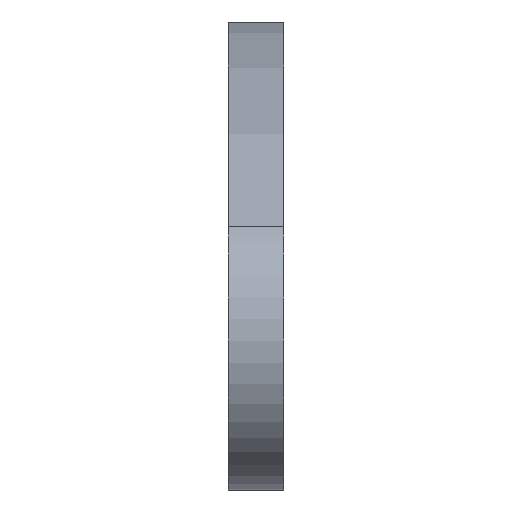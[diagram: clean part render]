
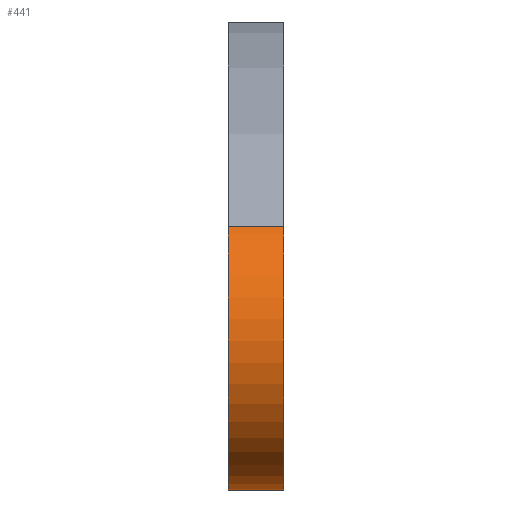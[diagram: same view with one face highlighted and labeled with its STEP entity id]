
A CAD part, left-side view. The second image highlights one B-rep face of the part: STEP entity #441.
In plain terms, the highlighted free-form (B-spline) face has degree [2, 1] with [5, 2] control points.
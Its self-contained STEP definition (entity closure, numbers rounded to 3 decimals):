
#213 = EDGE_CURVE('',#214,#216,#218,.T.);
#214 = VERTEX_POINT('',#215);
#215 = CARTESIAN_POINT('',(-150.057,-10.588,
    -22.275));
#216 = VERTEX_POINT('',#217);
#217 = CARTESIAN_POINT('',(-150.057,0.,-22.275));
#218 = B_SPLINE_CURVE_WITH_KNOTS('',1,(#219,#220),.UNSPECIFIED.,.F.,.F.,
  (2,2),(0.,9.53),.PIECEWISE_BEZIER_KNOTS.);
#219 = CARTESIAN_POINT('',(-150.057,-10.588,
    -22.275));
#220 = CARTESIAN_POINT('',(-150.057,0.,-22.275));
#414 = VERTEX_POINT('',#415);
#415 = CARTESIAN_POINT('',(-183.24,0.,22.275));
#421 = EDGE_CURVE('',#422,#414,#424,.T.);
#422 = VERTEX_POINT('',#423);
#423 = CARTESIAN_POINT('',(-183.24,-10.588,
    22.275));
#424 = B_SPLINE_CURVE_WITH_KNOTS('',1,(#425,#426),.UNSPECIFIED.,.F.,.F.,
  (2,2),(0.,9.53),.PIECEWISE_BEZIER_KNOTS.);
#425 = CARTESIAN_POINT('',(-183.24,-10.588,
    22.275));
#426 = CARTESIAN_POINT('',(-183.24,0.,22.275));
#441 = ADVANCED_FACE('',(#442),#462,.T.);
#442 = FACE_BOUND('',#443,.T.);
#443 = EDGE_LOOP('',(#444,#452,#453,#461));
#444 = ORIENTED_EDGE('',*,*,#445,.F.);
#445 = EDGE_CURVE('',#216,#414,#446,.T.);
#446 = ( BOUNDED_CURVE() B_SPLINE_CURVE(2,(#447,#448,#449,#450,#451),
.UNSPECIFIED.,.F.,.F.) B_SPLINE_CURVE_WITH_KNOTS((3,2,3),(2.501
,4.072,5.643),.PIECEWISE_BEZIER_KNOTS.) CURVE() 
GEOMETRIC_REPRESENTATION_ITEM() RATIONAL_B_SPLINE_CURVE((1.,
0.707,1.,0.707,1.)) REPRESENTATION_ITEM('') );
#447 = CARTESIAN_POINT('',(-150.057,0.,-22.275));
#448 = CARTESIAN_POINT('',(-172.332,0.,-38.866));
#449 = CARTESIAN_POINT('',(-188.923,0.,-16.591));
#450 = CARTESIAN_POINT('',(-205.514,0.,5.684));
#451 = CARTESIAN_POINT('',(-183.24,0.,22.275));
#452 = ORIENTED_EDGE('',*,*,#213,.F.);
#453 = ORIENTED_EDGE('',*,*,#454,.T.);
#454 = EDGE_CURVE('',#214,#422,#455,.T.);
#455 = ( BOUNDED_CURVE() B_SPLINE_CURVE(2,(#456,#457,#458,#459,#460),
.UNSPECIFIED.,.F.,.F.) B_SPLINE_CURVE_WITH_KNOTS((3,2,3),(2.501
,4.072,5.643),.PIECEWISE_BEZIER_KNOTS.) CURVE() 
GEOMETRIC_REPRESENTATION_ITEM() RATIONAL_B_SPLINE_CURVE((1.,
0.707,1.,0.707,1.)) REPRESENTATION_ITEM('') );
#456 = CARTESIAN_POINT('',(-150.057,-10.588,
    -22.275));
#457 = CARTESIAN_POINT('',(-172.332,-10.588,
    -38.866));
#458 = CARTESIAN_POINT('',(-188.923,-10.588,
    -16.591));
#459 = CARTESIAN_POINT('',(-205.514,-10.588,5.684
    ));
#460 = CARTESIAN_POINT('',(-183.24,-10.588,
    22.275));
#461 = ORIENTED_EDGE('',*,*,#421,.T.);
#462 = ( BOUNDED_SURFACE() B_SPLINE_SURFACE(2,1,(
    (#463,#464)
    ,(#465,#466)
    ,(#467,#468)
    ,(#469,#470)
,(#471,#472
    )),.UNSPECIFIED.,.F.,.F.,.F.) B_SPLINE_SURFACE_WITH_KNOTS((3,2,3),(2
    ,2),(2.501,4.072,5.643),(0.,9.53),
.PIECEWISE_BEZIER_KNOTS.) GEOMETRIC_REPRESENTATION_ITEM() 
RATIONAL_B_SPLINE_SURFACE((
    (1.,1.)
    ,(0.707,0.707)
    ,(1.,1.)
    ,(0.707,0.707)
,(1.,1.))) REPRESENTATION_ITEM('') SURFACE() );
#463 = CARTESIAN_POINT('',(-150.057,-10.588,
    -22.275));
#464 = CARTESIAN_POINT('',(-150.057,0.,-22.275));
#465 = CARTESIAN_POINT('',(-172.332,-10.588,
    -38.866));
#466 = CARTESIAN_POINT('',(-172.332,0.,-38.866));
#467 = CARTESIAN_POINT('',(-188.923,-10.588,
    -16.591));
#468 = CARTESIAN_POINT('',(-188.923,0.,-16.591));
#469 = CARTESIAN_POINT('',(-205.514,-10.588,5.684
    ));
#470 = CARTESIAN_POINT('',(-205.514,0.,5.684));
#471 = CARTESIAN_POINT('',(-183.24,-10.588,
    22.275));
#472 = CARTESIAN_POINT('',(-183.24,0.,22.275));
